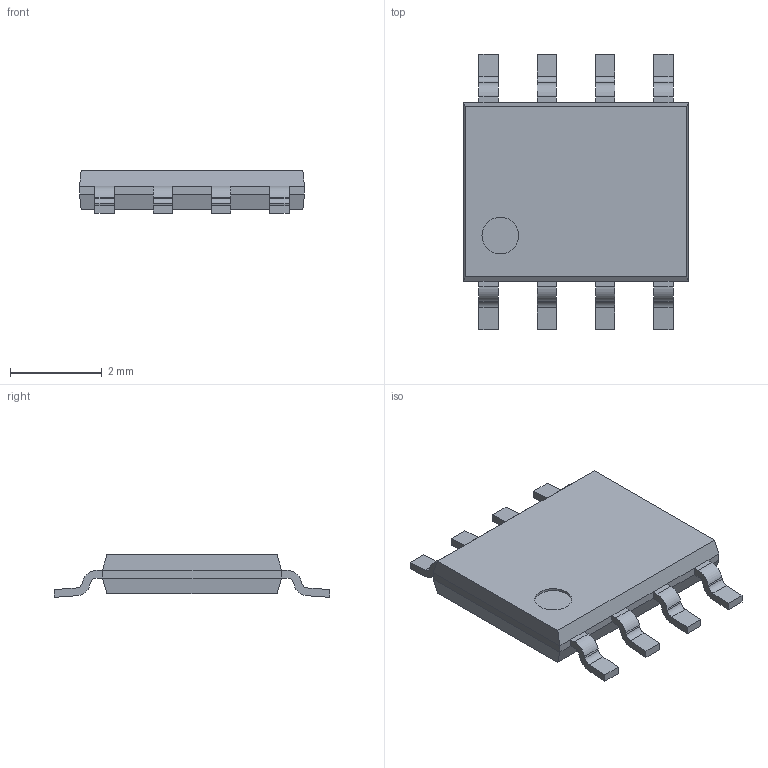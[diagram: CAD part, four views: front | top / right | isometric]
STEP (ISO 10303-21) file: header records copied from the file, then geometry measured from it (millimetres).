
FILE_DESCRIPTION (( 'STEP AP214' ), '1' );
FILE_NAME ('HTSOP-J8.STEP', '2020-01-28T01:20:28', ( '' ), ( '' ), 'SwSTEP 2.0', 'SolidWorks 2013', '' );
FILE_SCHEMA (( 'AUTOMOTIVE_DESIGN' ));
Length unit declared in the file: millimetre
Products named in the file (1): HTSOP-J8
Bounding box: 4.9 x 6 x 0.93 mm (x, y, z)
Volume: 16.5 mm3; surface area: 62.7 mm2
Topology: 1 solids, 1 shells, 130 faces, 342 edges, 216 vertices
Faces by surface type: plane 96, cylinder 34
Entity records: 5135 total; most frequent: CARTESIAN_POINT 689, ORIENTED_EDGE 684, DIRECTION 672, EDGE_CURVE 342, LINE 274, VECTOR 274, VERTEX_POINT 216, AXIS2_PLACEMENT_3D 199
